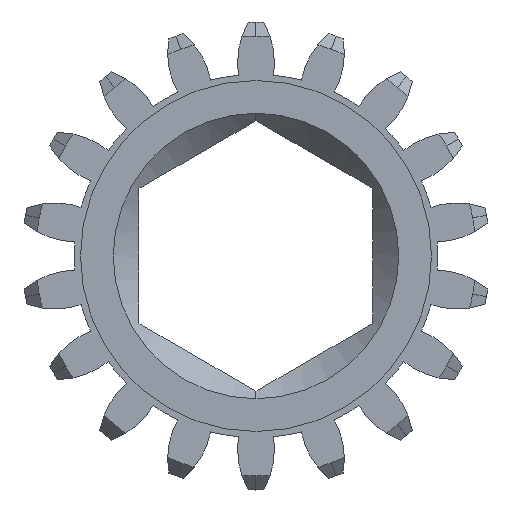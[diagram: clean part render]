
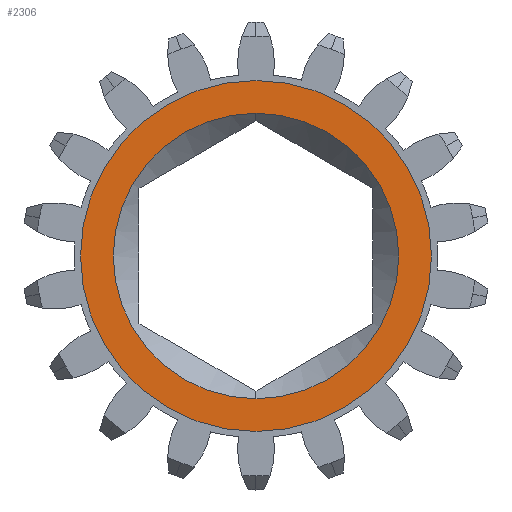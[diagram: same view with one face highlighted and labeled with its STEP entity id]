
A CAD part, left-side view. The second image highlights one B-rep face of the part: STEP entity #2306.
In plain terms, the highlighted planar face has unit normal (-1, 0, 0).
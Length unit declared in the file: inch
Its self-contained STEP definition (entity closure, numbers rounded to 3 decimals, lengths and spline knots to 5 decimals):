
#9 = CIRCLE ( 'NONE', #2114, 0.305 ) ;
#81 = DIRECTION ( 'NONE',  ( 1., 0., 0. ) ) ;
#196 = AXIS2_PLACEMENT_3D ( 'NONE', #2508, #81, #1255 ) ;
#250 = CIRCLE ( 'NONE', #2617, 0.305 ) ;
#283 = ORIENTED_EDGE ( 'NONE', *, *, #3126, .T. ) ;
#376 = EDGE_LOOP ( 'NONE', ( #1879, #1782 ) ) ;
#434 = DIRECTION ( 'NONE',  ( 1., 0., 0. ) ) ;
#471 = VERTEX_POINT ( 'NONE', #3358 ) ;
#479 = CARTESIAN_POINT ( 'NONE',  ( -0.0625, 0., 0. ) ) ;
#535 = AXIS2_PLACEMENT_3D ( 'NONE', #3938, #1928, #5180 ) ;
#588 = EDGE_CURVE ( 'NONE', #3333, #4512, #9, .T. ) ;
#1255 = DIRECTION ( 'NONE',  ( 0., 0., -1. ) ) ;
#1548 = CARTESIAN_POINT ( 'NONE',  ( -0.0625, 0., 0. ) ) ;
#1733 = DIRECTION ( 'NONE',  ( 0., 0., -1. ) ) ;
#1782 = ORIENTED_EDGE ( 'NONE', *, *, #1846, .F. ) ;
#1801 = CIRCLE ( 'NONE', #5089, 0.375 ) ;
#1846 = EDGE_CURVE ( 'NONE', #4958, #471, #1801, .T. ) ;
#1879 = ORIENTED_EDGE ( 'NONE', *, *, #2234, .F. ) ;
#1928 = DIRECTION ( 'NONE',  ( 1., 0., 0. ) ) ;
#2045 = DIRECTION ( 'NONE',  ( 0., 0., -1. ) ) ;
#2091 = DIRECTION ( 'NONE',  ( 1., 0., 0. ) ) ;
#2114 = AXIS2_PLACEMENT_3D ( 'NONE', #1548, #3150, #4314 ) ;
#2234 = EDGE_CURVE ( 'NONE', #471, #4958, #2644, .T. ) ;
#2306 = ADVANCED_FACE ( 'NONE', ( #3422, #2904 ), #4095, .F. ) ;
#2415 = CARTESIAN_POINT ( 'NONE',  ( -0.0625, 0., -0.305 ) ) ;
#2508 = CARTESIAN_POINT ( 'NONE',  ( -0.0625, 0., 0. ) ) ;
#2617 = AXIS2_PLACEMENT_3D ( 'NONE', #479, #2091, #1733 ) ;
#2644 = CIRCLE ( 'NONE', #535, 0.375 ) ;
#2904 = FACE_OUTER_BOUND ( 'NONE', #376, .T. ) ;
#3126 = EDGE_CURVE ( 'NONE', #4512, #3333, #250, .T. ) ;
#3150 = DIRECTION ( 'NONE',  ( 1., 0., 0. ) ) ;
#3333 = VERTEX_POINT ( 'NONE', #2415 ) ;
#3358 = CARTESIAN_POINT ( 'NONE',  ( -0.0625, 0., -0.375 ) ) ;
#3422 = FACE_BOUND ( 'NONE', #4982, .T. ) ;
#3938 = CARTESIAN_POINT ( 'NONE',  ( -0.0625, 0., 0. ) ) ;
#3995 = CARTESIAN_POINT ( 'NONE',  ( -0.0625, 0., 0.305 ) ) ;
#4095 = PLANE ( 'NONE',  #196 ) ;
#4314 = DIRECTION ( 'NONE',  ( 0., 0., -1. ) ) ;
#4424 = CARTESIAN_POINT ( 'NONE',  ( -0.0625, 0., 0. ) ) ;
#4512 = VERTEX_POINT ( 'NONE', #3995 ) ;
#4958 = VERTEX_POINT ( 'NONE', #5220 ) ;
#4982 = EDGE_LOOP ( 'NONE', ( #5210, #283 ) ) ;
#5089 = AXIS2_PLACEMENT_3D ( 'NONE', #4424, #434, #2045 ) ;
#5180 = DIRECTION ( 'NONE',  ( 0., 0., -1. ) ) ;
#5210 = ORIENTED_EDGE ( 'NONE', *, *, #588, .T. ) ;
#5220 = CARTESIAN_POINT ( 'NONE',  ( -0.0625, 0., 0.375 ) ) ;
